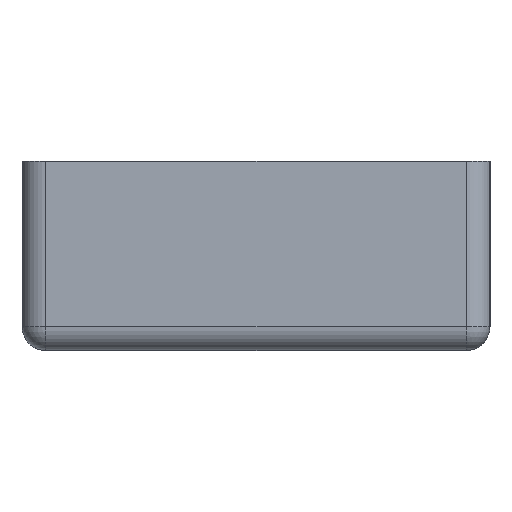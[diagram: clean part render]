
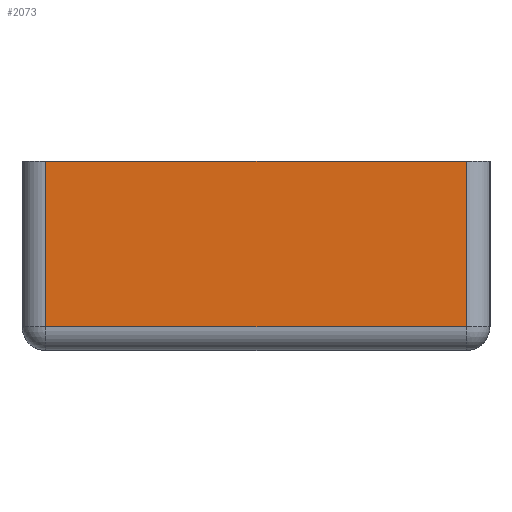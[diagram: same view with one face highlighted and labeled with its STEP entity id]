
A CAD part, left-side view. The second image highlights one B-rep face of the part: STEP entity #2073.
In plain terms, the highlighted planar face has unit normal (-1, 0, 0).
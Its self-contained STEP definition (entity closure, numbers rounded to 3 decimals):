
#126 = PLANE('',#127);
#127 = AXIS2_PLACEMENT_3D('',#128,#129,#130);
#128 = CARTESIAN_POINT('',(0.,0.,8.));
#129 = DIRECTION('',(0.,-0.,-1.));
#130 = DIRECTION('',(-1.,0.,0.));
#738 = VERTEX_POINT('',#739);
#739 = CARTESIAN_POINT('',(-27.225,-8.9,8.));
#754 = CYLINDRICAL_SURFACE('',#755,1.);
#755 = AXIS2_PLACEMENT_3D('',#756,#757,#758);
#756 = CARTESIAN_POINT('',(-26.225,-8.9,0.));
#757 = DIRECTION('',(0.,0.,1.));
#758 = DIRECTION('',(0.,-1.,0.));
#766 = EDGE_CURVE('',#738,#767,#769,.T.);
#767 = VERTEX_POINT('',#768);
#768 = CARTESIAN_POINT('',(-27.225,8.9,8.));
#769 = SURFACE_CURVE('',#770,(#774,#781),.PCURVE_S1.);
#770 = LINE('',#771,#772);
#771 = CARTESIAN_POINT('',(-27.225,-9.9,8.));
#772 = VECTOR('',#773,1.);
#773 = DIRECTION('',(0.,1.,0.));
#774 = PCURVE('',#126,#775);
#775 = DEFINITIONAL_REPRESENTATION('',(#776),#780);
#776 = LINE('',#777,#778);
#777 = CARTESIAN_POINT('',(27.225,-9.9));
#778 = VECTOR('',#779,1.);
#779 = DIRECTION('',(0.,1.));
#780 = ( GEOMETRIC_REPRESENTATION_CONTEXT(2) 
PARAMETRIC_REPRESENTATION_CONTEXT() REPRESENTATION_CONTEXT('2D SPACE',''
  ) );
#781 = PCURVE('',#782,#787);
#782 = PLANE('',#783);
#783 = AXIS2_PLACEMENT_3D('',#784,#785,#786);
#784 = CARTESIAN_POINT('',(-27.225,-9.9,0.));
#785 = DIRECTION('',(-1.,0.,0.));
#786 = DIRECTION('',(0.,1.,0.));
#787 = DEFINITIONAL_REPRESENTATION('',(#788),#792);
#788 = LINE('',#789,#790);
#789 = CARTESIAN_POINT('',(0.,-8.));
#790 = VECTOR('',#791,1.);
#791 = DIRECTION('',(1.,0.));
#792 = ( GEOMETRIC_REPRESENTATION_CONTEXT(2) 
PARAMETRIC_REPRESENTATION_CONTEXT() REPRESENTATION_CONTEXT('2D SPACE',''
  ) );
#811 = CYLINDRICAL_SURFACE('',#812,1.);
#812 = AXIS2_PLACEMENT_3D('',#813,#814,#815);
#813 = CARTESIAN_POINT('',(-26.225,8.9,0.));
#814 = DIRECTION('',(0.,0.,1.));
#815 = DIRECTION('',(-1.,0.,0.));
#1383 = CYLINDRICAL_SURFACE('',#1384,1.);
#1384 = AXIS2_PLACEMENT_3D('',#1385,#1386,#1387);
#1385 = CARTESIAN_POINT('',(-26.225,8.9,1.));
#1386 = DIRECTION('',(-0.,-1.,-0.));
#1387 = DIRECTION('',(-1.,0.,0.));
#1967 = EDGE_CURVE('',#1968,#767,#1970,.T.);
#1968 = VERTEX_POINT('',#1969);
#1969 = CARTESIAN_POINT('',(-27.225,8.9,1.));
#1970 = SURFACE_CURVE('',#1971,(#1975,#1982),.PCURVE_S1.);
#1971 = LINE('',#1972,#1973);
#1972 = CARTESIAN_POINT('',(-27.225,8.9,0.));
#1973 = VECTOR('',#1974,1.);
#1974 = DIRECTION('',(0.,0.,1.));
#1975 = PCURVE('',#811,#1976);
#1976 = DEFINITIONAL_REPRESENTATION('',(#1977),#1981);
#1977 = LINE('',#1978,#1979);
#1978 = CARTESIAN_POINT('',(-0.,0.));
#1979 = VECTOR('',#1980,1.);
#1980 = DIRECTION('',(-0.,1.));
#1981 = ( GEOMETRIC_REPRESENTATION_CONTEXT(2) 
PARAMETRIC_REPRESENTATION_CONTEXT() REPRESENTATION_CONTEXT('2D SPACE',''
  ) );
#1982 = PCURVE('',#782,#1983);
#1983 = DEFINITIONAL_REPRESENTATION('',(#1984),#1988);
#1984 = LINE('',#1985,#1986);
#1985 = CARTESIAN_POINT('',(18.8,0.));
#1986 = VECTOR('',#1987,1.);
#1987 = DIRECTION('',(0.,-1.));
#1988 = ( GEOMETRIC_REPRESENTATION_CONTEXT(2) 
PARAMETRIC_REPRESENTATION_CONTEXT() REPRESENTATION_CONTEXT('2D SPACE',''
  ) );
#2073 = ADVANCED_FACE('',(#2074),#782,.T.);
#2074 = FACE_BOUND('',#2075,.T.);
#2075 = EDGE_LOOP('',(#2076,#2099,#2100,#2101));
#2076 = ORIENTED_EDGE('',*,*,#2077,.T.);
#2077 = EDGE_CURVE('',#2078,#738,#2080,.T.);
#2078 = VERTEX_POINT('',#2079);
#2079 = CARTESIAN_POINT('',(-27.225,-8.9,1.));
#2080 = SURFACE_CURVE('',#2081,(#2085,#2092),.PCURVE_S1.);
#2081 = LINE('',#2082,#2083);
#2082 = CARTESIAN_POINT('',(-27.225,-8.9,0.));
#2083 = VECTOR('',#2084,1.);
#2084 = DIRECTION('',(0.,0.,1.));
#2085 = PCURVE('',#782,#2086);
#2086 = DEFINITIONAL_REPRESENTATION('',(#2087),#2091);
#2087 = LINE('',#2088,#2089);
#2088 = CARTESIAN_POINT('',(1.,0.));
#2089 = VECTOR('',#2090,1.);
#2090 = DIRECTION('',(0.,-1.));
#2091 = ( GEOMETRIC_REPRESENTATION_CONTEXT(2) 
PARAMETRIC_REPRESENTATION_CONTEXT() REPRESENTATION_CONTEXT('2D SPACE',''
  ) );
#2092 = PCURVE('',#754,#2093);
#2093 = DEFINITIONAL_REPRESENTATION('',(#2094),#2098);
#2094 = LINE('',#2095,#2096);
#2095 = CARTESIAN_POINT('',(-1.571,0.));
#2096 = VECTOR('',#2097,1.);
#2097 = DIRECTION('',(-0.,1.));
#2098 = ( GEOMETRIC_REPRESENTATION_CONTEXT(2) 
PARAMETRIC_REPRESENTATION_CONTEXT() REPRESENTATION_CONTEXT('2D SPACE',''
  ) );
#2099 = ORIENTED_EDGE('',*,*,#766,.T.);
#2100 = ORIENTED_EDGE('',*,*,#1967,.F.);
#2101 = ORIENTED_EDGE('',*,*,#2102,.T.);
#2102 = EDGE_CURVE('',#1968,#2078,#2103,.T.);
#2103 = SURFACE_CURVE('',#2104,(#2108,#2115),.PCURVE_S1.);
#2104 = LINE('',#2105,#2106);
#2105 = CARTESIAN_POINT('',(-27.225,8.9,1.));
#2106 = VECTOR('',#2107,1.);
#2107 = DIRECTION('',(-0.,-1.,-0.));
#2108 = PCURVE('',#782,#2109);
#2109 = DEFINITIONAL_REPRESENTATION('',(#2110),#2114);
#2110 = LINE('',#2111,#2112);
#2111 = CARTESIAN_POINT('',(18.8,-1.));
#2112 = VECTOR('',#2113,1.);
#2113 = DIRECTION('',(-1.,0.));
#2114 = ( GEOMETRIC_REPRESENTATION_CONTEXT(2) 
PARAMETRIC_REPRESENTATION_CONTEXT() REPRESENTATION_CONTEXT('2D SPACE',''
  ) );
#2115 = PCURVE('',#1383,#2116);
#2116 = DEFINITIONAL_REPRESENTATION('',(#2117),#2121);
#2117 = LINE('',#2118,#2119);
#2118 = CARTESIAN_POINT('',(0.,0.));
#2119 = VECTOR('',#2120,1.);
#2120 = DIRECTION('',(0.,1.));
#2121 = ( GEOMETRIC_REPRESENTATION_CONTEXT(2) 
PARAMETRIC_REPRESENTATION_CONTEXT() REPRESENTATION_CONTEXT('2D SPACE',''
  ) );
